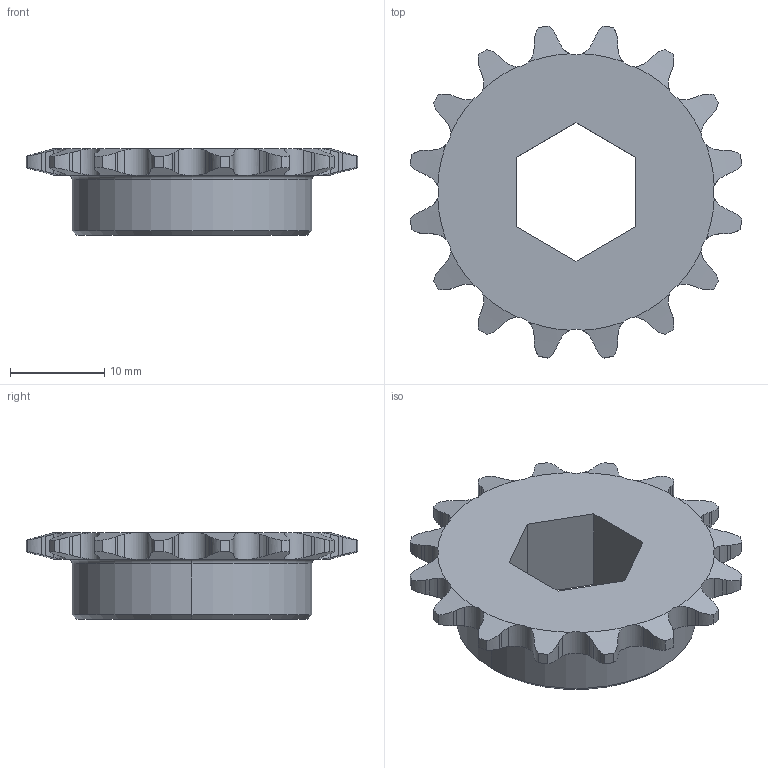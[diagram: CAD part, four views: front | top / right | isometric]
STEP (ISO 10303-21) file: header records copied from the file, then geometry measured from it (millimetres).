
FILE_DESCRIPTION (( 'STEP AP203' ), '1' );
FILE_NAME ('217-2642-STEP-20140807.STEP', '2014-08-07T15:38:49', ( '' ), ( '' ), 'SwSTEP 2.0', 'SolidWorks 2014', '' );
FILE_SCHEMA (( 'CONFIG_CONTROL_DESIGN' ));
Length unit declared in the file: inch
Products named in the file (1): 217-2642-STEP-20140807
Bounding box: 35.21 x 35.21 x 9.18 mm (x, y, z)
Volume: 4108.7 mm3; surface area: 2543.8 mm2
Topology: 1 solids, 1 shells, 182 faces, 533 edges, 354 vertices
Faces by surface type: cylinder 105, plane 41, cone 34, torus 2
Entity records: 6612 total; most frequent: CARTESIAN_POINT 2122, ORIENTED_EDGE 1066, DIRECTION 739, EDGE_CURVE 533, VERTEX_POINT 354, AXIS2_PLACEMENT_3D 291, B_SPLINE_CURVE_WITH_KNOTS 268, EDGE_LOOP 185
